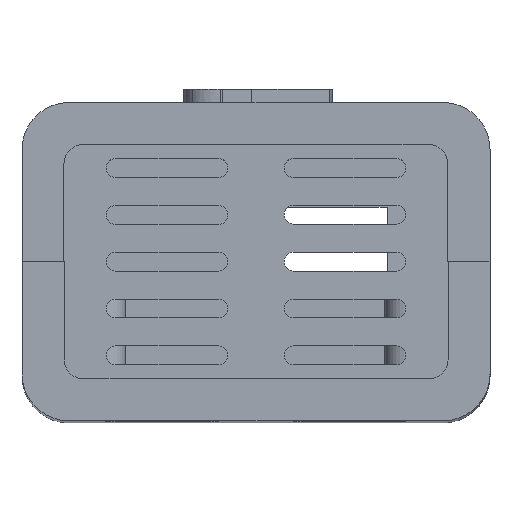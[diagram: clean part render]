
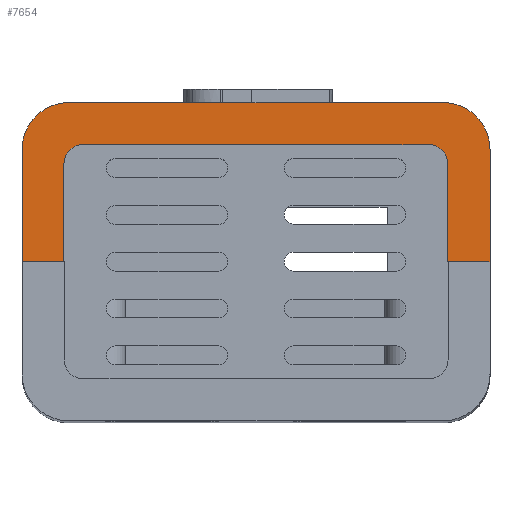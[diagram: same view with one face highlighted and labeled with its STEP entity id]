
A CAD part, top view. The second image highlights one B-rep face of the part: STEP entity #7654.
In plain terms, the highlighted planar face has unit normal (0, 0, 1).
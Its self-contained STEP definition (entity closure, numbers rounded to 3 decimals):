
#407=PLANE('',#8282);
#776=FACE_OUTER_BOUND('',#1242,.T.);
#1242=EDGE_LOOP('',(#6806,#6807,#6808,#6809,#6810,#6811,#6812,#6813,#6814,
#6815,#6816,#6817));
#1737=LINE('',#11839,#2537);
#1896=LINE('',#12319,#2696);
#1950=LINE('',#12454,#2750);
#1956=LINE('',#12470,#2756);
#1960=LINE('',#12482,#2760);
#1964=LINE('',#12493,#2764);
#2004=LINE('',#12605,#2804);
#2006=LINE('',#12610,#2806);
#2537=VECTOR('',#9441,10.);
#2696=VECTOR('',#9824,10.);
#2750=VECTOR('',#9940,10.);
#2756=VECTOR('',#9958,10.);
#2760=VECTOR('',#9970,10.);
#2764=VECTOR('',#9982,10.);
#2804=VECTOR('',#10106,10.);
#2806=VECTOR('',#10112,10.);
#3111=CIRCLE('',#8233,2.);
#3113=CIRCLE('',#8237,2.);
#3130=CIRCLE('',#8280,5.);
#3131=CIRCLE('',#8283,5.);
#3552=VERTEX_POINT('',#11833);
#3554=VERTEX_POINT('',#11837);
#3698=VERTEX_POINT('',#12316);
#3699=VERTEX_POINT('',#12318);
#3748=VERTEX_POINT('',#12451);
#3749=VERTEX_POINT('',#12453);
#3753=VERTEX_POINT('',#12469);
#3755=VERTEX_POINT('',#12475);
#3757=VERTEX_POINT('',#12481);
#3759=VERTEX_POINT('',#12487);
#3790=VERTEX_POINT('',#12601);
#3791=VERTEX_POINT('',#12608);
#4467=EDGE_CURVE('',#3552,#3554,#1737,.T.);
#4678=EDGE_CURVE('',#3699,#3698,#1896,.T.);
#4746=EDGE_CURVE('',#3749,#3748,#1950,.T.);
#4754=EDGE_CURVE('',#3698,#3753,#1956,.T.);
#4757=EDGE_CURVE('',#3755,#3753,#3111,.T.);
#4760=EDGE_CURVE('',#3755,#3757,#1960,.T.);
#4763=EDGE_CURVE('',#3759,#3757,#3113,.T.);
#4766=EDGE_CURVE('',#3759,#3749,#1964,.T.);
#4820=EDGE_CURVE('',#3552,#3790,#3130,.T.);
#4822=EDGE_CURVE('',#3748,#3790,#2004,.T.);
#4824=EDGE_CURVE('',#3791,#3554,#3131,.T.);
#4825=EDGE_CURVE('',#3791,#3699,#2006,.T.);
#6806=ORIENTED_EDGE('',*,*,#4820,.F.);
#6807=ORIENTED_EDGE('',*,*,#4467,.T.);
#6808=ORIENTED_EDGE('',*,*,#4824,.F.);
#6809=ORIENTED_EDGE('',*,*,#4825,.T.);
#6810=ORIENTED_EDGE('',*,*,#4678,.T.);
#6811=ORIENTED_EDGE('',*,*,#4754,.T.);
#6812=ORIENTED_EDGE('',*,*,#4757,.F.);
#6813=ORIENTED_EDGE('',*,*,#4760,.T.);
#6814=ORIENTED_EDGE('',*,*,#4763,.F.);
#6815=ORIENTED_EDGE('',*,*,#4766,.T.);
#6816=ORIENTED_EDGE('',*,*,#4746,.T.);
#6817=ORIENTED_EDGE('',*,*,#4822,.T.);
#7654=ADVANCED_FACE('',(#776),#407,.T.);
#8233=AXIS2_PLACEMENT_3D('',#12476,#9963,#9964);
#8237=AXIS2_PLACEMENT_3D('',#12488,#9975,#9976);
#8280=AXIS2_PLACEMENT_3D('',#12602,#10101,#10102);
#8282=AXIS2_PLACEMENT_3D('',#12607,#10108,#10109);
#8283=AXIS2_PLACEMENT_3D('',#12609,#10110,#10111);
#9441=DIRECTION('',(-1.,0.,0.));
#9824=DIRECTION('',(1.,0.,0.));
#9940=DIRECTION('',(1.,0.,0.));
#9958=DIRECTION('',(0.,1.,0.));
#9963=DIRECTION('center_axis',(0.,0.,1.));
#9964=DIRECTION('ref_axis',(0.,1.,0.));
#9970=DIRECTION('',(1.,0.,0.));
#9975=DIRECTION('center_axis',(0.,0.,1.));
#9976=DIRECTION('ref_axis',(1.,0.,0.));
#9982=DIRECTION('',(0.,-1.,0.));
#10101=DIRECTION('center_axis',(0.,0.,-1.));
#10102=DIRECTION('ref_axis',(0.707,0.707,0.));
#10106=DIRECTION('',(0.,1.,0.));
#10108=DIRECTION('center_axis',(0.,0.,1.));
#10109=DIRECTION('ref_axis',(0.,-1.,0.));
#10110=DIRECTION('center_axis',(0.,0.,-1.));
#10111=DIRECTION('ref_axis',(-0.707,0.707,0.));
#10112=DIRECTION('',(0.,-1.,0.));
#11833=CARTESIAN_POINT('',(-5.,31.5,129.));
#11837=CARTESIAN_POINT('',(-45.,31.5,129.));
#11839=CARTESIAN_POINT('',(-25.,31.5,129.));
#12316=CARTESIAN_POINT('',(-45.514,14.5,129.));
#12318=CARTESIAN_POINT('',(-50.,14.5,129.));
#12319=CARTESIAN_POINT('',(-25.,14.5,129.));
#12451=CARTESIAN_POINT('',(0.,14.5,129.));
#12453=CARTESIAN_POINT('',(-4.514,14.5,129.));
#12454=CARTESIAN_POINT('',(-25.,14.5,129.));
#12469=CARTESIAN_POINT('',(-45.514,25.,129.));
#12470=CARTESIAN_POINT('',(-45.514,14.5,129.));
#12475=CARTESIAN_POINT('',(-43.514,27.,129.));
#12476=CARTESIAN_POINT('Origin',(-43.514,25.,129.));
#12481=CARTESIAN_POINT('',(-6.514,27.,129.));
#12482=CARTESIAN_POINT('',(-43.514,27.,129.));
#12487=CARTESIAN_POINT('',(-4.514,25.,129.));
#12488=CARTESIAN_POINT('Origin',(-6.514,25.,129.));
#12493=CARTESIAN_POINT('',(-4.514,25.,129.));
#12601=CARTESIAN_POINT('',(0.,26.5,129.));
#12602=CARTESIAN_POINT('Origin',(-5.,26.5,129.));
#12605=CARTESIAN_POINT('',(0.,23.,129.));
#12607=CARTESIAN_POINT('Origin',(-25.,23.,129.));
#12608=CARTESIAN_POINT('',(-50.,26.5,129.));
#12609=CARTESIAN_POINT('Origin',(-45.,26.5,129.));
#12610=CARTESIAN_POINT('',(-50.,23.,129.));
